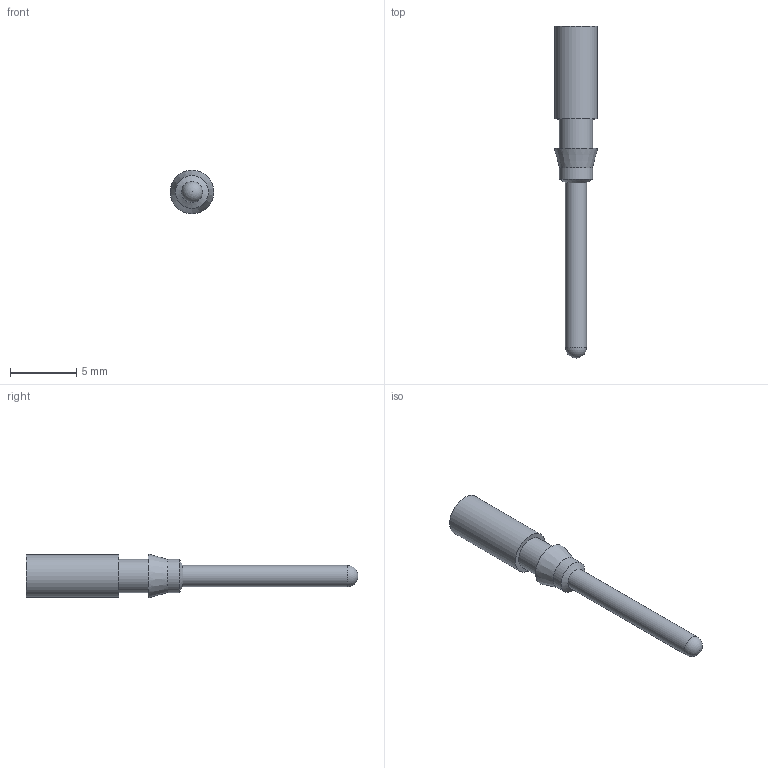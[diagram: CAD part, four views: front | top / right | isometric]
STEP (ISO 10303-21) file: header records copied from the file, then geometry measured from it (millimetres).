
FILE_DESCRIPTION(/* description */ (''),/* implementation_level */ '2;1');
FILE_NAME(/* name */ 'n 01 016 002x xnxc001-02.stp',/* time_stamp */ '2021-09-28T13:46:15+02:00',/* author */ (''),/* organization */ (''),/* preprocessor_version */ 'ST-DEVELOPER v16.7',/* originating_system */ 'SIEMENS PLM Software NX 12.0',/* authorisation */ '');
FILE_SCHEMA (('AUTOMOTIVE_DESIGN { 1 0 10303 214 3 1 1 1 }'));
Length unit declared in the file: millimetre
Products named in the file (1): n 01 016 002x xnxc001-02
Bounding box: 3.3 x 25 x 3.3 mm (x, y, z)
Volume: 93.6 mm3; surface area: 231 mm2
Topology: 1 solids, 1 shells, 12 faces, 26 edges, 17 vertices
Faces by surface type: cylinder 5, plane 3, cone 3, sphere 1
Full cylindrical faces by diameter (mm): 1.5 x1, 1.6 x1, 2.5 x2, 3.2 x1
Entity records: 262 total; most frequent: DIRECTION 48, CARTESIAN_POINT 36, AXIS2_PLACEMENT_3D 24, FACE_BOUND 22, EDGE_LOOP 22, ORIENTED_EDGE 22, ADVANCED_FACE 12, VERTEX_POINT 12
